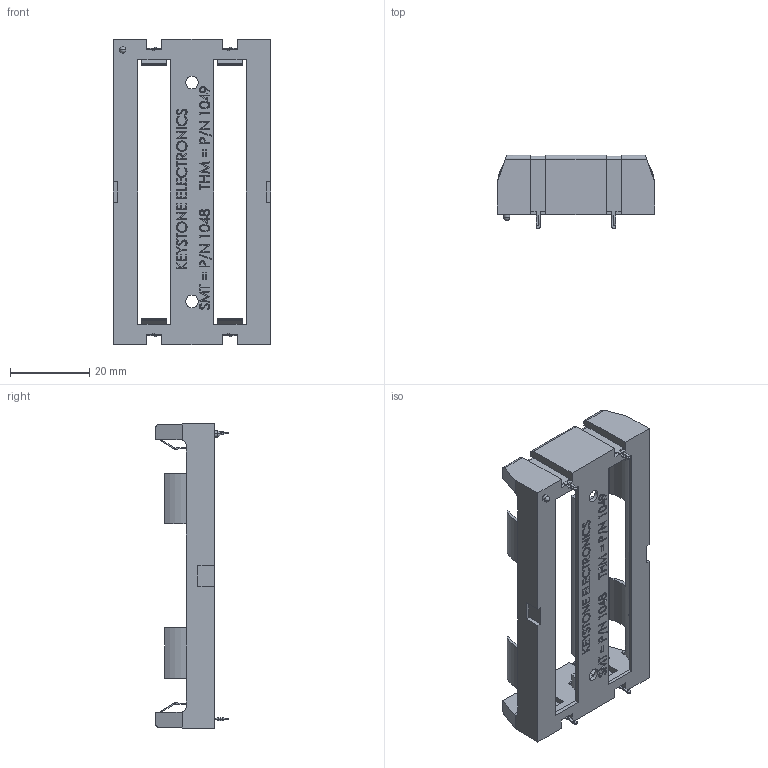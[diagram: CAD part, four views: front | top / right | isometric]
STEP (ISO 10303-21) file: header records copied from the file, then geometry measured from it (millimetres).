
FILE_DESCRIPTION (( 'STEP AP214' ), '1' );
FILE_NAME ('1049--3DModel-STEP-630548.STEP', '2024-04-16T16:09:12', ( '' ), ( '' ), 'SwSTEP 2.0', 'SolidWorks 2022', '' );
FILE_SCHEMA (( 'AUTOMOTIVE_DESIGN' ));
Length unit declared in the file: inch
Products named in the file (1): 1049--3DModel-STEP-630548
Bounding box: 39.78 x 18.47 x 77.06 mm (x, y, z)
Volume: 9693.8 mm3; surface area: 10418.4 mm2
Topology: 3 solids, 3 shells, 843 faces, 2340 edges, 1543 vertices
Faces by surface type: plane 609, bspline 140, cylinder 92, sphere 2
Entity records: 36379 total; most frequent: CARTESIAN_POINT 13989, ORIENTED_EDGE 4672, DIRECTION 3670, EDGE_CURVE 2336, LINE 1818, VECTOR 1818, VERTEX_POINT 1541, AXIS2_PLACEMENT_3D 926
